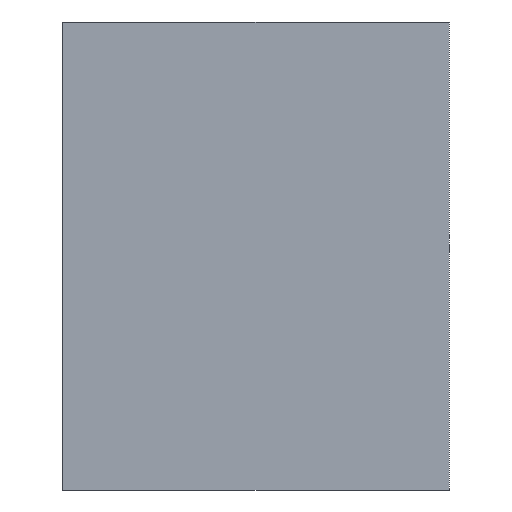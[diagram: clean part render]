
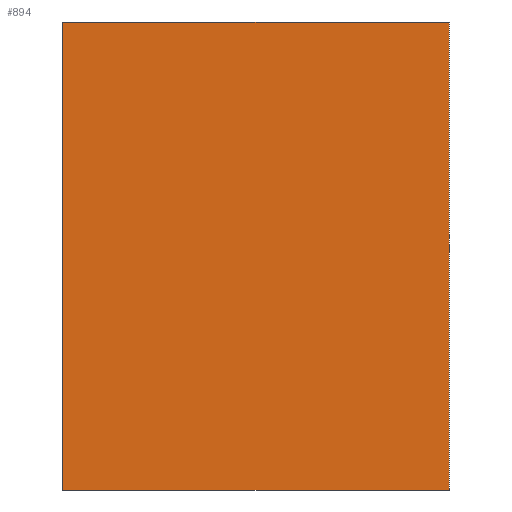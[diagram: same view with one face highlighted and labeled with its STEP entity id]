
A CAD part, front view. The second image highlights one B-rep face of the part: STEP entity #894.
In plain terms, the highlighted planar face has unit normal (0, -1, 0).
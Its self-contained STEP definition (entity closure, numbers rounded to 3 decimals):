
#75 = VECTOR ( 'NONE', #360, 1000. ) ;
#112 = EDGE_CURVE ( 'NONE', #1689, #1587, #1442, .T. ) ;
#184 = LINE ( 'NONE', #1546, #327 ) ;
#215 = EDGE_CURVE ( 'NONE', #925, #1689, #1883, .T. ) ;
#238 = CARTESIAN_POINT ( 'NONE',  ( 0., -100., 0. ) ) ;
#302 = EDGE_CURVE ( 'NONE', #1587, #1580, #1664, .T. ) ;
#327 = VECTOR ( 'NONE', #1813, 1000. ) ;
#360 = DIRECTION ( 'NONE',  ( 0., 0., 1. ) ) ;
#378 = ORIENTED_EDGE ( 'NONE', *, *, #1475, .T. ) ;
#394 = DIRECTION ( 'NONE',  ( -1., 0., 0. ) ) ;
#544 = ORIENTED_EDGE ( 'NONE', *, *, #215, .T. ) ;
#545 = FACE_OUTER_BOUND ( 'NONE', #819, .T. ) ;
#675 = CARTESIAN_POINT ( 'NONE',  ( 119.282, -100., -99.462 ) ) ;
#684 = DIRECTION ( 'NONE',  ( 1., 0., 0. ) ) ;
#788 = VECTOR ( 'NONE', #1504, 1000. ) ;
#819 = EDGE_LOOP ( 'NONE', ( #1264, #1273, #378, #544 ) ) ;
#892 = CARTESIAN_POINT ( 'NONE',  ( 119.282, -100., 99.462 ) ) ;
#894 = ADVANCED_FACE ( 'NONE', ( #545 ), #1610, .T. ) ;
#925 = VERTEX_POINT ( 'NONE', #675 ) ;
#963 = CARTESIAN_POINT ( 'NONE',  ( -45., -100., -99.462 ) ) ;
#1160 = DIRECTION ( 'NONE',  ( 0., -1., 0. ) ) ;
#1264 = ORIENTED_EDGE ( 'NONE', *, *, #112, .T. ) ;
#1273 = ORIENTED_EDGE ( 'NONE', *, *, #302, .T. ) ;
#1442 = LINE ( 'NONE', #1734, #1921 ) ;
#1475 = EDGE_CURVE ( 'NONE', #1580, #925, #184, .T. ) ;
#1504 = DIRECTION ( 'NONE',  ( 0., 0., -1. ) ) ;
#1546 = CARTESIAN_POINT ( 'NONE',  ( -45., -100., -99.462 ) ) ;
#1580 = VERTEX_POINT ( 'NONE', #963 ) ;
#1587 = VERTEX_POINT ( 'NONE', #1890 ) ;
#1596 = CARTESIAN_POINT ( 'NONE',  ( 119.282, -100., -99.462 ) ) ;
#1610 = PLANE ( 'NONE',  #1794 ) ;
#1664 = LINE ( 'NONE', #1822, #788 ) ;
#1689 = VERTEX_POINT ( 'NONE', #892 ) ;
#1734 = CARTESIAN_POINT ( 'NONE',  ( 119.282, -100., 99.462 ) ) ;
#1794 = AXIS2_PLACEMENT_3D ( 'NONE', #238, #1160, #684 ) ;
#1813 = DIRECTION ( 'NONE',  ( 1., 0., 0. ) ) ;
#1822 = CARTESIAN_POINT ( 'NONE',  ( -45., -100., 99.462 ) ) ;
#1883 = LINE ( 'NONE', #1596, #75 ) ;
#1890 = CARTESIAN_POINT ( 'NONE',  ( -45., -100., 99.462 ) ) ;
#1921 = VECTOR ( 'NONE', #394, 1000. ) ;
